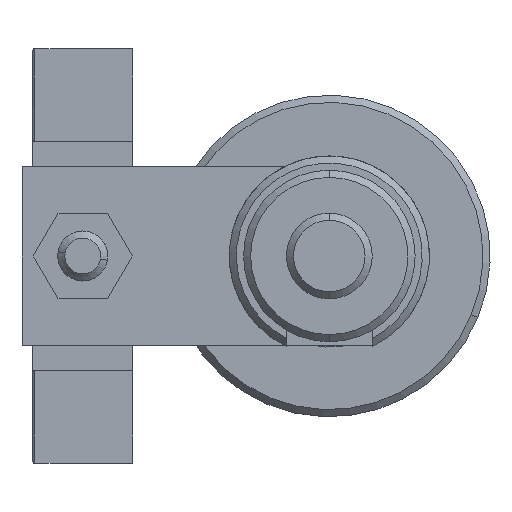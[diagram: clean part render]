
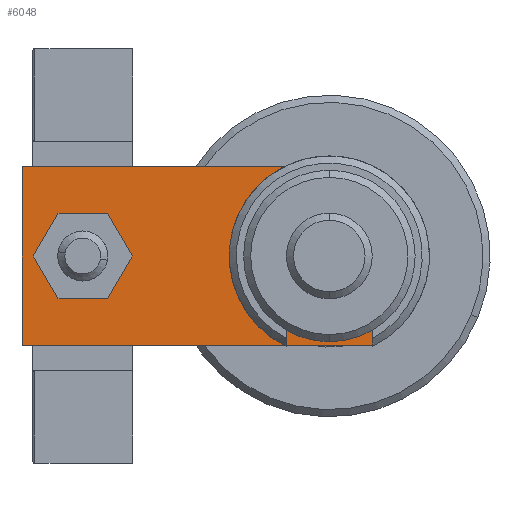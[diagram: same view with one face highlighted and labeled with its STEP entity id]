
A CAD part, left-side view. The second image highlights one B-rep face of the part: STEP entity #6048.
In plain terms, the highlighted face is planar.
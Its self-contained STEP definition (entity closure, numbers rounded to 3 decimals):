
#41 = EDGE_CURVE ( 'NONE', #27421, #25781, #47033, .T. ) ;
#899 = ORIENTED_EDGE ( 'NONE', *, *, #38287, .F. ) ;
#1470 = VECTOR ( 'NONE', #12835, 1000. ) ;
#1703 = VERTEX_POINT ( 'NONE', #26825 ) ;
#3790 = CIRCLE ( 'NONE', #45273, 4. ) ;
#3894 = VECTOR ( 'NONE', #36361, 1000. ) ;
#5302 = CARTESIAN_POINT ( 'NONE',  ( 6.84, 0., 6. ) ) ;
#5303 = CARTESIAN_POINT ( 'NONE',  ( 0., 46.5, 6. ) ) ;
#5620 = CARTESIAN_POINT ( 'NONE',  ( -6.84, 0., 6. ) ) ;
#5729 = VERTEX_POINT ( 'NONE', #48307 ) ;
#6048 = ADVANCED_FACE ( 'NONE', ( #45998, #53313, #16241 ), #16502, .T. ) ;
#6273 = VECTOR ( 'NONE', #34605, 1000. ) ;
#6465 = CARTESIAN_POINT ( 'NONE',  ( 0., 12., 6. ) ) ;
#6822 = VECTOR ( 'NONE', #43444, 1000. ) ;
#6872 = CARTESIAN_POINT ( 'NONE',  ( 0., 12., 6. ) ) ;
#7125 = LINE ( 'NONE', #52855, #3894 ) ;
#7217 = CARTESIAN_POINT ( 'NONE',  ( 3.42, -3.42, 6. ) ) ;
#7232 = CARTESIAN_POINT ( 'NONE',  ( -12.5, 55., 6. ) ) ;
#8704 = DIRECTION ( 'NONE',  ( 0., 1., 0. ) ) ;
#9040 = EDGE_LOOP ( 'NONE', ( #42058, #21515 ) ) ;
#9099 = VECTOR ( 'NONE', #14277, 1000. ) ;
#9155 = ORIENTED_EDGE ( 'NONE', *, *, #15757, .F. ) ;
#10220 = AXIS2_PLACEMENT_3D ( 'NONE', #6465, #35431, #19182 ) ;
#11015 = ORIENTED_EDGE ( 'NONE', *, *, #21358, .T. ) ;
#12835 = DIRECTION ( 'NONE',  ( 1., 0., 0. ) ) ;
#13870 = EDGE_CURVE ( 'NONE', #40204, #26556, #37482, .T. ) ;
#14277 = DIRECTION ( 'NONE',  ( 0.707, 0.707, 0. ) ) ;
#15757 = EDGE_CURVE ( 'NONE', #20015, #51522, #43068, .T. ) ;
#15775 = DIRECTION ( 'NONE',  ( 1., 0., 0. ) ) ;
#16241 = FACE_BOUND ( 'NONE', #27158, .T. ) ;
#16502 = PLANE ( 'NONE',  #49574 ) ;
#16895 = CIRCLE ( 'NONE', #25572, 4. ) ;
#17088 = LINE ( 'NONE', #45778, #52353 ) ;
#17672 = AXIS2_PLACEMENT_3D ( 'NONE', #6872, #36101, #15775 ) ;
#17757 = DIRECTION ( 'NONE',  ( 1., 0., 0. ) ) ;
#18554 = LINE ( 'NONE', #47500, #6822 ) ;
#19182 = DIRECTION ( 'NONE',  ( 1., 0., 0. ) ) ;
#20015 = VERTEX_POINT ( 'NONE', #27603 ) ;
#21358 = EDGE_CURVE ( 'NONE', #25781, #40204, #18554, .T. ) ;
#21515 = ORIENTED_EDGE ( 'NONE', *, *, #51749, .F. ) ;
#21948 = ORIENTED_EDGE ( 'NONE', *, *, #13870, .T. ) ;
#23426 = DIRECTION ( 'NONE',  ( 0., 0., 1. ) ) ;
#23733 = LINE ( 'NONE', #7217, #9099 ) ;
#25572 = AXIS2_PLACEMENT_3D ( 'NONE', #5303, #42915, #17757 ) ;
#25781 = VERTEX_POINT ( 'NONE', #46426 ) ;
#26134 = VERTEX_POINT ( 'NONE', #30860 ) ;
#26556 = VERTEX_POINT ( 'NONE', #5302 ) ;
#26825 = CARTESIAN_POINT ( 'NONE',  ( 12.5, 55., 6. ) ) ;
#27158 = EDGE_LOOP ( 'NONE', ( #899, #9155 ) ) ;
#27197 = ORIENTED_EDGE ( 'NONE', *, *, #43220, .T. ) ;
#27421 = VERTEX_POINT ( 'NONE', #7232 ) ;
#27489 = CARTESIAN_POINT ( 'NONE',  ( 0., 46.5, 6. ) ) ;
#27603 = CARTESIAN_POINT ( 'NONE',  ( 8.25, 12., 6. ) ) ;
#30860 = CARTESIAN_POINT ( 'NONE',  ( -4., 46.5, 6. ) ) ;
#32754 = DIRECTION ( 'NONE',  ( 1., 0., 0. ) ) ;
#33008 = DIRECTION ( 'NONE',  ( 0., 0., 1. ) ) ;
#33416 = CARTESIAN_POINT ( 'NONE',  ( -12.5, 0., 6. ) ) ;
#33557 = CARTESIAN_POINT ( 'NONE',  ( 0., 0., 6. ) ) ;
#34605 = DIRECTION ( 'NONE',  ( 0., -1., 0. ) ) ;
#35431 = DIRECTION ( 'NONE',  ( 0., 0., 1. ) ) ;
#35812 = EDGE_LOOP ( 'NONE', ( #40681, #11015, #21948, #47585, #53262, #27197 ) ) ;
#36101 = DIRECTION ( 'NONE',  ( 0., 0., 1. ) ) ;
#36361 = DIRECTION ( 'NONE',  ( -1., 0., 0. ) ) ;
#37482 = LINE ( 'NONE', #33416, #1470 ) ;
#38287 = EDGE_CURVE ( 'NONE', #51522, #20015, #47783, .T. ) ;
#40204 = VERTEX_POINT ( 'NONE', #5620 ) ;
#40681 = ORIENTED_EDGE ( 'NONE', *, *, #41, .T. ) ;
#42058 = ORIENTED_EDGE ( 'NONE', *, *, #43748, .F. ) ;
#42915 = DIRECTION ( 'NONE',  ( 0., 0., 1. ) ) ;
#43068 = CIRCLE ( 'NONE', #10220, 8.25 ) ;
#43091 = EDGE_CURVE ( 'NONE', #26556, #43792, #23733, .T. ) ;
#43220 = EDGE_CURVE ( 'NONE', #1703, #27421, #7125, .T. ) ;
#43426 = EDGE_CURVE ( 'NONE', #43792, #1703, #17088, .T. ) ;
#43444 = DIRECTION ( 'NONE',  ( 0.707, -0.707, 0. ) ) ;
#43508 = CARTESIAN_POINT ( 'NONE',  ( -12.5, 55., 6. ) ) ;
#43748 = EDGE_CURVE ( 'NONE', #26134, #5729, #16895, .T. ) ;
#43792 = VERTEX_POINT ( 'NONE', #51028 ) ;
#45273 = AXIS2_PLACEMENT_3D ( 'NONE', #27489, #23426, #51850 ) ;
#45778 = CARTESIAN_POINT ( 'NONE',  ( 12.5, 0., 6. ) ) ;
#45998 = FACE_BOUND ( 'NONE', #9040, .T. ) ;
#46426 = CARTESIAN_POINT ( 'NONE',  ( -12.5, 5.66, 6. ) ) ;
#47033 = LINE ( 'NONE', #43508, #6273 ) ;
#47500 = CARTESIAN_POINT ( 'NONE',  ( -3.42, -3.42, 6. ) ) ;
#47585 = ORIENTED_EDGE ( 'NONE', *, *, #43091, .T. ) ;
#47783 = CIRCLE ( 'NONE', #17672, 8.25 ) ;
#48307 = CARTESIAN_POINT ( 'NONE',  ( 4., 46.5, 6. ) ) ;
#49165 = CARTESIAN_POINT ( 'NONE',  ( -8.25, 12., 6. ) ) ;
#49574 = AXIS2_PLACEMENT_3D ( 'NONE', #33557, #33008, #32754 ) ;
#51028 = CARTESIAN_POINT ( 'NONE',  ( 12.5, 5.66, 6. ) ) ;
#51522 = VERTEX_POINT ( 'NONE', #49165 ) ;
#51749 = EDGE_CURVE ( 'NONE', #5729, #26134, #3790, .T. ) ;
#51850 = DIRECTION ( 'NONE',  ( 1., 0., 0. ) ) ;
#52353 = VECTOR ( 'NONE', #8704, 1000. ) ;
#52855 = CARTESIAN_POINT ( 'NONE',  ( 12.5, 55., 6. ) ) ;
#53262 = ORIENTED_EDGE ( 'NONE', *, *, #43426, .T. ) ;
#53313 = FACE_OUTER_BOUND ( 'NONE', #35812, .T. ) ;
